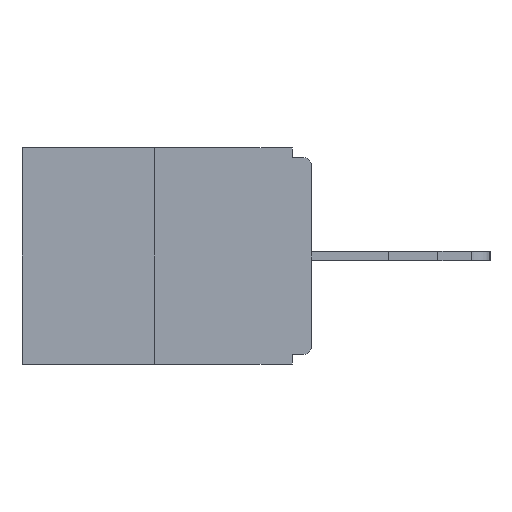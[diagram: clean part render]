
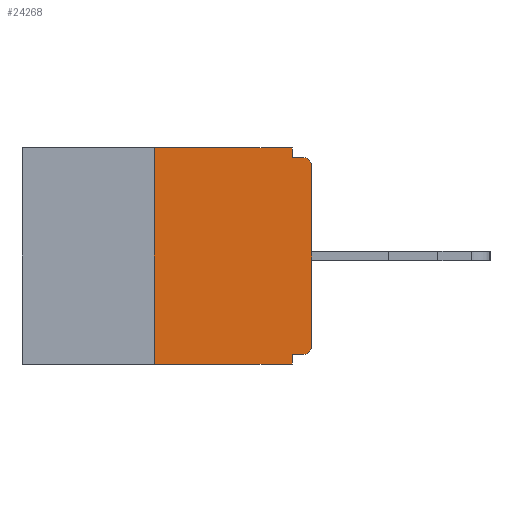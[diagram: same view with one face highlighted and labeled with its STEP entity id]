
A CAD part, left-side view. The second image highlights one B-rep face of the part: STEP entity #24268.
In plain terms, the highlighted planar face has unit normal (-1, 0, 0).
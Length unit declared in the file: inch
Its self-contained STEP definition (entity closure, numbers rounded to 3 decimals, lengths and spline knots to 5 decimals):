
#941 = ORIENTED_EDGE ( 'NONE', *, *, #27664, .F. ) ;
#1246 = EDGE_CURVE ( 'NONE', #6653, #2979, #11397, .T. ) ;
#2238 = ORIENTED_EDGE ( 'NONE', *, *, #24852, .T. ) ;
#2343 = VERTEX_POINT ( 'NONE', #14540 ) ;
#2555 = ORIENTED_EDGE ( 'NONE', *, *, #5913, .T. ) ;
#2958 = VERTEX_POINT ( 'NONE', #16526 ) ;
#2979 = VERTEX_POINT ( 'NONE', #10101 ) ;
#3767 = DIRECTION ( 'NONE',  ( -1., 0., 0. ) ) ;
#3918 = AXIS2_PLACEMENT_3D ( 'NONE', #6836, #15370, #23895 ) ;
#3939 = VECTOR ( 'NONE', #16017, 39.37008 ) ;
#4614 = VERTEX_POINT ( 'NONE', #13541 ) ;
#4747 = LINE ( 'NONE', #13296, #13503 ) ;
#5547 = CARTESIAN_POINT ( 'NONE',  ( 0., 0.25, 0. ) ) ;
#5913 = EDGE_CURVE ( 'NONE', #2979, #2343, #8071, .T. ) ;
#6276 = FACE_OUTER_BOUND ( 'NONE', #9442, .T. ) ;
#6435 = ORIENTED_EDGE ( 'NONE', *, *, #8128, .F. ) ;
#6653 = VERTEX_POINT ( 'NONE', #23419 ) ;
#6654 = ORIENTED_EDGE ( 'NONE', *, *, #7534, .F. ) ;
#6836 = CARTESIAN_POINT ( 'NONE',  ( 0., 0.46, 0. ) ) ;
#7301 = DIRECTION ( 'NONE',  ( 0., 1., 0. ) ) ;
#7342 = LINE ( 'NONE', #17694, #24568 ) ;
#7391 = EDGE_CURVE ( 'NONE', #4614, #12858, #19966, .T. ) ;
#7534 = EDGE_CURVE ( 'NONE', #13661, #9030, #25146, .T. ) ;
#7636 = DIRECTION ( 'NONE',  ( 0., 0., -1. ) ) ;
#8071 = CIRCLE ( 'NONE', #21534, 0.015 ) ;
#8128 = EDGE_CURVE ( 'NONE', #24002, #2958, #21711, .T. ) ;
#8154 = LINE ( 'NONE', #27626, #13226 ) ;
#8974 = VECTOR ( 'NONE', #7301, 39.37008 ) ;
#9030 = VERTEX_POINT ( 'NONE', #26939 ) ;
#9441 = CARTESIAN_POINT ( 'NONE',  ( 0., 0.46, -0.343 ) ) ;
#9442 = EDGE_LOOP ( 'NONE', ( #13791, #6654, #2238, #18206, #6435, #24919, #21829, #2555, #941, #11728 ) ) ;
#10101 = CARTESIAN_POINT ( 'NONE',  ( 0., 0., -0.03 ) ) ;
#10137 = CIRCLE ( 'NONE', #25778, 0.015 ) ;
#10529 = CARTESIAN_POINT ( 'NONE',  ( 0., 0.015, -0.313 ) ) ;
#11397 = LINE ( 'NONE', #13618, #20129 ) ;
#11728 = ORIENTED_EDGE ( 'NONE', *, *, #7391, .F. ) ;
#12858 = VERTEX_POINT ( 'NONE', #25607 ) ;
#13226 = VECTOR ( 'NONE', #25095, 39.37008 ) ;
#13296 = CARTESIAN_POINT ( 'NONE',  ( 0., 0.46, 0. ) ) ;
#13503 = VECTOR ( 'NONE', #15528, 39.37008 ) ;
#13541 = CARTESIAN_POINT ( 'NONE',  ( 0., 0.031, 0. ) ) ;
#13618 = CARTESIAN_POINT ( 'NONE',  ( 0., 0., 0. ) ) ;
#13661 = VERTEX_POINT ( 'NONE', #23554 ) ;
#13791 = ORIENTED_EDGE ( 'NONE', *, *, #16229, .F. ) ;
#14365 = DIRECTION ( 'NONE',  ( 0., 0., 1. ) ) ;
#14460 = DIRECTION ( 'NONE',  ( 0., 0., -1. ) ) ;
#14540 = CARTESIAN_POINT ( 'NONE',  ( 0., 0.015, -0.015 ) ) ;
#15370 = DIRECTION ( 'NONE',  ( 1., 0., 0. ) ) ;
#15528 = DIRECTION ( 'NONE',  ( 0., -1., 0. ) ) ;
#16008 = DIRECTION ( 'NONE',  ( 0., 0., 1. ) ) ;
#16017 = DIRECTION ( 'NONE',  ( 0., -1., 0. ) ) ;
#16229 = EDGE_CURVE ( 'NONE', #9030, #4614, #4747, .T. ) ;
#16237 = VERTEX_POINT ( 'NONE', #17752 ) ;
#16526 = CARTESIAN_POINT ( 'NONE',  ( 0., 0.031, -0.328 ) ) ;
#17694 = CARTESIAN_POINT ( 'NONE',  ( 0., 0., -0.015 ) ) ;
#17752 = CARTESIAN_POINT ( 'NONE',  ( 0., 0.031, -0.343 ) ) ;
#18206 = ORIENTED_EDGE ( 'NONE', *, *, #20936, .F. ) ;
#18633 = DIRECTION ( 'NONE',  ( -1., 0., 0. ) ) ;
#19284 = PLANE ( 'NONE',  #3918 ) ;
#19662 = DIRECTION ( 'NONE',  ( 0., -1., 0. ) ) ;
#19966 = LINE ( 'NONE', #20782, #22208 ) ;
#19997 = VECTOR ( 'NONE', #14365, 39.37008 ) ;
#20129 = VECTOR ( 'NONE', #16008, 39.37008 ) ;
#20782 = CARTESIAN_POINT ( 'NONE',  ( 0., 0.031, 0. ) ) ;
#20914 = EDGE_CURVE ( 'NONE', #24002, #6653, #10137, .T. ) ;
#20936 = EDGE_CURVE ( 'NONE', #2958, #16237, #8154, .T. ) ;
#21534 = AXIS2_PLACEMENT_3D ( 'NONE', #25194, #3767, #27169 ) ;
#21711 = LINE ( 'NONE', #26483, #8974 ) ;
#21829 = ORIENTED_EDGE ( 'NONE', *, *, #1246, .T. ) ;
#22208 = VECTOR ( 'NONE', #7636, 39.37008 ) ;
#23419 = CARTESIAN_POINT ( 'NONE',  ( 0., 0., -0.313 ) ) ;
#23554 = CARTESIAN_POINT ( 'NONE',  ( 0., 0.25, -0.343 ) ) ;
#23895 = DIRECTION ( 'NONE',  ( 0., 0., -1. ) ) ;
#24002 = VERTEX_POINT ( 'NONE', #26586 ) ;
#24268 = ADVANCED_FACE ( 'NONE', ( #6276 ), #19284, .F. ) ;
#24568 = VECTOR ( 'NONE', #19662, 39.37008 ) ;
#24852 = EDGE_CURVE ( 'NONE', #13661, #16237, #26244, .T. ) ;
#24919 = ORIENTED_EDGE ( 'NONE', *, *, #20914, .T. ) ;
#25095 = DIRECTION ( 'NONE',  ( 0., 0., -1. ) ) ;
#25146 = LINE ( 'NONE', #5547, #19997 ) ;
#25194 = CARTESIAN_POINT ( 'NONE',  ( 0., 0.015, -0.03 ) ) ;
#25607 = CARTESIAN_POINT ( 'NONE',  ( 0., 0.031, -0.015 ) ) ;
#25778 = AXIS2_PLACEMENT_3D ( 'NONE', #10529, #18633, #14460 ) ;
#26244 = LINE ( 'NONE', #9441, #3939 ) ;
#26483 = CARTESIAN_POINT ( 'NONE',  ( 0., 0., -0.328 ) ) ;
#26586 = CARTESIAN_POINT ( 'NONE',  ( 0., 0.015, -0.328 ) ) ;
#26939 = CARTESIAN_POINT ( 'NONE',  ( 0., 0.25, 0. ) ) ;
#27169 = DIRECTION ( 'NONE',  ( 0., 0., -1. ) ) ;
#27626 = CARTESIAN_POINT ( 'NONE',  ( 0., 0.031, -0.343 ) ) ;
#27664 = EDGE_CURVE ( 'NONE', #12858, #2343, #7342, .T. ) ;
